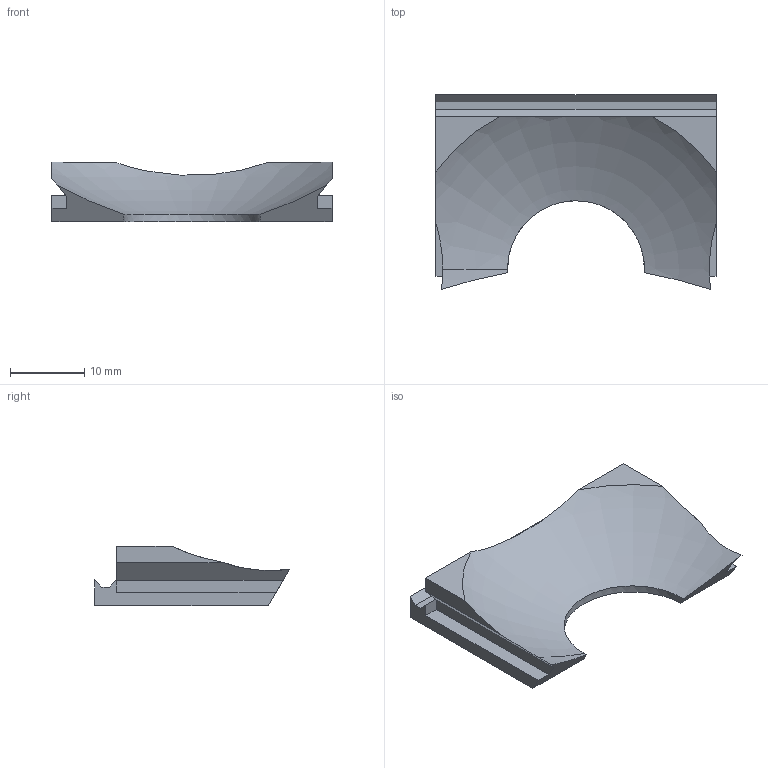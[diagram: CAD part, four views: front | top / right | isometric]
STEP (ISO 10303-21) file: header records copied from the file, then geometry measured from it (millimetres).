
FILE_DESCRIPTION(/* description */ (''),/* implementation_level */ '2;1');
FILE_NAME(/* name */ 'Pellet Burner scoop, front.step',/* time_stamp */ '2025-04-03T01:21:00-07:00',/* author */ (''),/* organization */ (''),/* preprocessor_version */ 'ST-DEVELOPER v20.1',/* originating_system */ 'Autodesk Translation Framework v14.4.0.0',/* authorisation */ '');
FILE_SCHEMA (('AUTOMOTIVE_DESIGN { 1 0 10303 214 3 1 1 }'));
Length unit declared in the file: millimetre
Products named in the file (2): Pellet Burner; Toolhead
Assembly tree (1 placements, depth 2):
  Pellet Burner
    Toolhead
Bounding box: 37.8 x 26.31 x 8 mm (x, y, z)
Volume: 2929.1 mm3; surface area: 2419.8 mm2
Topology: 1 solids, 1 shells, 25 faces, 67 edges, 44 vertices
Faces by surface type: plane 22, bspline 2, cylinder 1
Entity records: 1128 total; most frequent: CARTESIAN_POINT 403, ORIENTED_EDGE 134, DIRECTION 117, EDGE_CURVE 67, LINE 51, VECTOR 51, VERTEX_POINT 44, AXIS2_PLACEMENT_3D 33
